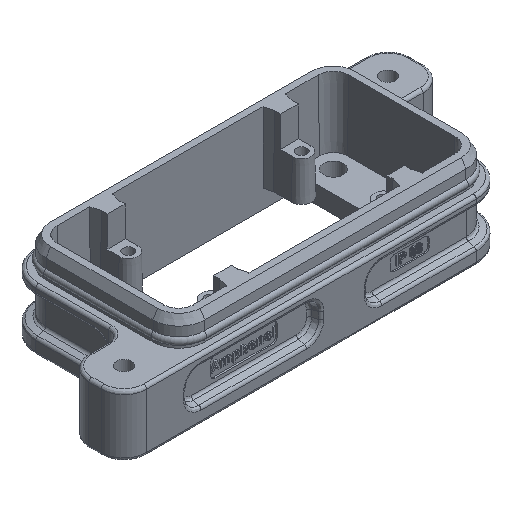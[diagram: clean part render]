
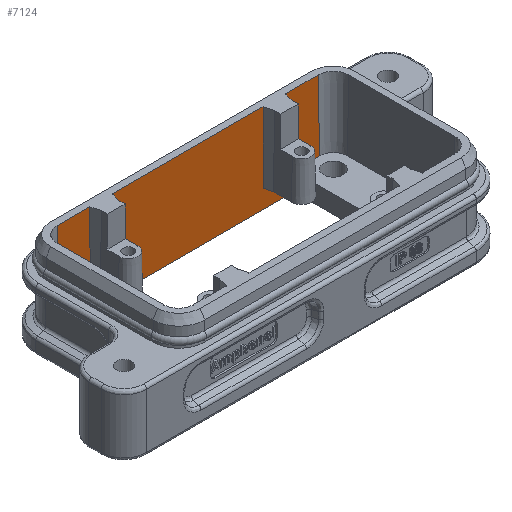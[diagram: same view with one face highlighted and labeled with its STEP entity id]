
A CAD part, isometric view. The second image highlights one B-rep face of the part: STEP entity #7124.
In plain terms, the highlighted planar face has unit normal (0, -1, 0.018).
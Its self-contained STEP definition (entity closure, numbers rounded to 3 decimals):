
#7124=ADVANCED_FACE('',(#8250),#7922,.T.);
#7922=PLANE('',#19809);
#8250=FACE_OUTER_BOUND('',#8988,.T.);
#8988=EDGE_LOOP('',(#10017,#10018,#10019,#10020,#10021,#10022,#10023,#10024,
#10025,#10026,#10027,#10028,#10029,#10030,#10031,#10032));
#10017=ORIENTED_EDGE('',*,*,#15440,.T.);
#10018=ORIENTED_EDGE('',*,*,#15441,.T.);
#10019=ORIENTED_EDGE('',*,*,#15442,.T.);
#10020=ORIENTED_EDGE('',*,*,#15443,.T.);
#10021=ORIENTED_EDGE('',*,*,#15444,.T.);
#10022=ORIENTED_EDGE('',*,*,#15445,.T.);
#10023=ORIENTED_EDGE('',*,*,#15446,.T.);
#10024=ORIENTED_EDGE('',*,*,#15447,.T.);
#10025=ORIENTED_EDGE('',*,*,#15448,.T.);
#10026=ORIENTED_EDGE('',*,*,#15449,.T.);
#10027=ORIENTED_EDGE('',*,*,#15450,.T.);
#10028=ORIENTED_EDGE('',*,*,#15451,.F.);
#10029=ORIENTED_EDGE('',*,*,#15452,.F.);
#10030=ORIENTED_EDGE('',*,*,#15453,.T.);
#10031=ORIENTED_EDGE('',*,*,#15454,.T.);
#10032=ORIENTED_EDGE('',*,*,#15455,.T.);
#14085=VERTEX_POINT('',#24506);
#14086=VERTEX_POINT('',#24507);
#14087=VERTEX_POINT('',#24509);
#14088=VERTEX_POINT('',#24511);
#14089=VERTEX_POINT('',#24513);
#14090=VERTEX_POINT('',#24515);
#14091=VERTEX_POINT('',#24517);
#14092=VERTEX_POINT('',#24519);
#14093=VERTEX_POINT('',#24521);
#14094=VERTEX_POINT('',#24523);
#14095=VERTEX_POINT('',#24525);
#14096=VERTEX_POINT('',#24527);
#14097=VERTEX_POINT('',#24529);
#14098=VERTEX_POINT('',#24531);
#14099=VERTEX_POINT('',#24533);
#14100=VERTEX_POINT('',#24535);
#15440=EDGE_CURVE('',#14085,#14086,#17436,.T.);
#15441=EDGE_CURVE('',#14086,#14087,#17437,.T.);
#15442=EDGE_CURVE('',#14087,#14088,#17438,.T.);
#15443=EDGE_CURVE('',#14088,#14089,#17439,.T.);
#15444=EDGE_CURVE('',#14089,#14090,#17440,.T.);
#15445=EDGE_CURVE('',#14090,#14091,#17441,.T.);
#15446=EDGE_CURVE('',#14091,#14092,#17442,.T.);
#15447=EDGE_CURVE('',#14092,#14093,#17443,.T.);
#15448=EDGE_CURVE('',#14093,#14094,#17444,.T.);
#15449=EDGE_CURVE('',#14094,#14095,#17445,.T.);
#15450=EDGE_CURVE('',#14095,#14096,#17446,.T.);
#15451=EDGE_CURVE('',#14097,#14096,#17447,.T.);
#15452=EDGE_CURVE('',#14098,#14097,#17448,.T.);
#15453=EDGE_CURVE('',#14098,#14099,#17449,.T.);
#15454=EDGE_CURVE('',#14099,#14100,#17450,.T.);
#15455=EDGE_CURVE('',#14100,#14085,#17451,.T.);
#17436=LINE('',#24505,#18558);
#17437=LINE('',#24508,#18559);
#17438=LINE('',#24510,#18560);
#17439=LINE('',#24512,#18561);
#17440=LINE('',#24514,#18562);
#17441=LINE('',#24516,#18563);
#17442=LINE('',#24518,#18564);
#17443=LINE('',#24520,#18565);
#17444=LINE('',#24522,#18566);
#17445=LINE('',#24524,#18567);
#17446=LINE('',#24526,#18568);
#17447=LINE('',#24528,#18569);
#17448=LINE('',#24530,#18570);
#17449=LINE('',#24532,#18571);
#17450=LINE('',#24534,#18572);
#17451=LINE('',#24536,#18573);
#18558=VECTOR('',#20973,1.);
#18559=VECTOR('',#20974,1.);
#18560=VECTOR('',#20975,1.);
#18561=VECTOR('',#20976,1.);
#18562=VECTOR('',#20977,1.);
#18563=VECTOR('',#20978,1.);
#18564=VECTOR('',#20979,1.);
#18565=VECTOR('',#20980,1.);
#18566=VECTOR('',#20981,1.);
#18567=VECTOR('',#20982,1.);
#18568=VECTOR('',#20983,1.);
#18569=VECTOR('',#20984,1.);
#18570=VECTOR('',#20985,1.);
#18571=VECTOR('',#20986,1.);
#18572=VECTOR('',#20987,1.);
#18573=VECTOR('',#20988,1.);
#19809=AXIS2_PLACEMENT_3D('',#24537,#20989,#20990);
#20973=DIRECTION('',(0.013,-0.017,-1.));
#20974=DIRECTION('',(-1.,0.,0.));
#20975=DIRECTION('',(0.013,0.017,1.));
#20976=DIRECTION('',(-1.,0.,0.));
#20977=DIRECTION('',(0.013,-0.017,-1.));
#20978=DIRECTION('',(-1.,0.,0.));
#20979=DIRECTION('',(0.013,0.017,1.));
#20980=DIRECTION('',(-1.,0.,0.));
#20981=DIRECTION('',(0.,-0.017,-1.));
#20982=DIRECTION('',(1.,0.,0.));
#20983=DIRECTION('',(-0.017,-0.017,-1.));
#20984=DIRECTION('',(-1.,0.,0.));
#20985=DIRECTION('',(0.017,-0.017,-1.));
#20986=DIRECTION('',(1.,0.,0.));
#20987=DIRECTION('',(0.,0.017,1.));
#20988=DIRECTION('',(-1.,0.,0.));
#20989=DIRECTION('',(0.,-1.,0.017));
#20990=DIRECTION('',(0.,-0.017,-1.));
#24505=CARTESIAN_POINT('',(32.209,22.481,27.833));
#24506=CARTESIAN_POINT('',(32.195,22.5,28.9));
#24507=CARTESIAN_POINT('',(32.502,22.1,6.));
#24508=CARTESIAN_POINT('',(0.,22.1,6.));
#24509=CARTESIAN_POINT('',(24.498,22.1,6.));
#24510=CARTESIAN_POINT('',(24.791,22.481,27.833));
#24511=CARTESIAN_POINT('',(24.805,22.5,28.9));
#24512=CARTESIAN_POINT('',(0.,22.5,28.9));
#24513=CARTESIAN_POINT('',(-24.805,22.5,28.9));
#24514=CARTESIAN_POINT('',(-24.794,22.485,28.03));
#24515=CARTESIAN_POINT('',(-24.498,22.1,6.));
#24516=CARTESIAN_POINT('',(0.,22.1,6.));
#24517=CARTESIAN_POINT('',(-32.502,22.1,6.));
#24518=CARTESIAN_POINT('',(-32.212,22.478,27.635));
#24519=CARTESIAN_POINT('',(-32.195,22.5,28.9));
#24520=CARTESIAN_POINT('',(0.,22.5,28.9));
#24521=CARTESIAN_POINT('',(-43.,22.5,28.9));
#24522=CARTESIAN_POINT('',(-43.,22.5,28.9));
#24523=CARTESIAN_POINT('',(-43.,22.1,6.));
#24524=CARTESIAN_POINT('',(-50.168,22.1,6.));
#24525=CARTESIAN_POINT('',(-34.395,22.1,6.));
#24526=CARTESIAN_POINT('',(-34.507,21.989,-0.384));
#24527=CARTESIAN_POINT('',(-34.5,21.996,0.));
#24528=CARTESIAN_POINT('',(0.,21.996,0.));
#24529=CARTESIAN_POINT('',(34.5,21.996,0.));
#24530=CARTESIAN_POINT('',(33.985,22.51,29.493));
#24531=CARTESIAN_POINT('',(34.395,22.1,6.));
#24532=CARTESIAN_POINT('',(32.832,22.1,6.));
#24533=CARTESIAN_POINT('',(43.,22.1,6.));
#24534=CARTESIAN_POINT('',(43.,22.5,28.9));
#24535=CARTESIAN_POINT('',(43.,22.5,28.9));
#24536=CARTESIAN_POINT('',(0.,22.5,28.9));
#24537=CARTESIAN_POINT('',(0.,22.5,28.9));
